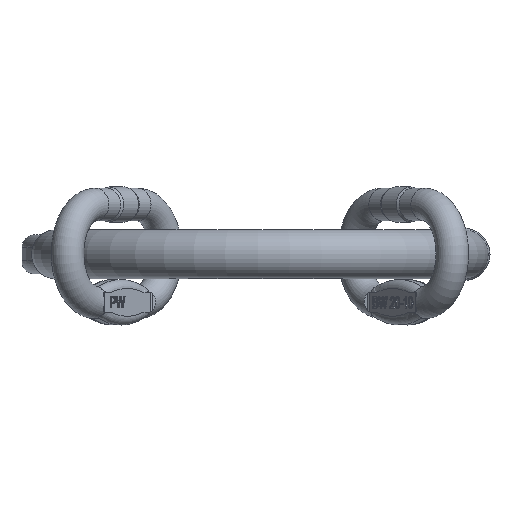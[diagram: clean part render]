
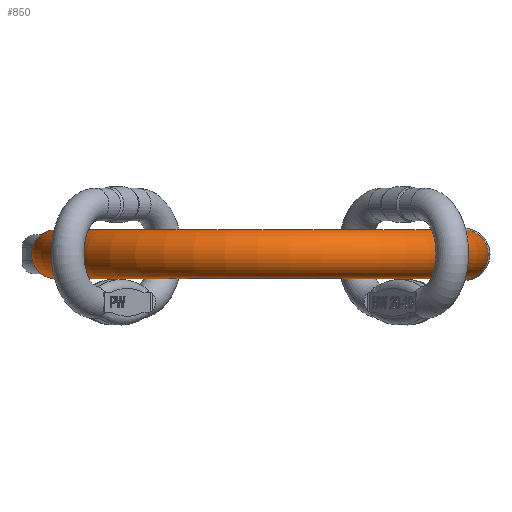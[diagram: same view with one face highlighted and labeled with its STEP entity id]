
A CAD part, front view. The second image highlights one B-rep face of the part: STEP entity #850.
In plain terms, the highlighted toroidal (fillet/blend) face has major radius 125 mm and minor radius 15 mm.
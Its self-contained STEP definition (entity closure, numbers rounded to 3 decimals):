
#373=TOROIDAL_SURFACE('',#6535,125.,15.);
#850=ADVANCED_FACE('',(#1358,#1359),#373,.T.);
#1264=CIRCLE('',#6527,15.);
#1265=CIRCLE('',#6529,15.);
#1358=FACE_BOUND('',#1565,.T.);
#1359=FACE_BOUND('',#1566,.T.);
#1565=EDGE_LOOP('',(#2921));
#1566=EDGE_LOOP('',(#2922));
#2921=ORIENTED_EDGE('',*,*,#4898,.T.);
#2922=ORIENTED_EDGE('',*,*,#4899,.F.);
#4214=VERTEX_POINT('',#10348);
#4215=VERTEX_POINT('',#10351);
#4898=EDGE_CURVE('',#4214,#4214,#1264,.T.);
#4899=EDGE_CURVE('',#4215,#4215,#1265,.T.);
#6527=AXIS2_PLACEMENT_3D('',#10347,#7215,#7216);
#6529=AXIS2_PLACEMENT_3D('',#10350,#7219,#7220);
#6535=AXIS2_PLACEMENT_3D('',#10360,#7231,#7232);
#7215=DIRECTION('',(0.,-1.,0.));
#7216=DIRECTION('',(0.,0.,1.));
#7219=DIRECTION('',(0.,1.,0.));
#7220=DIRECTION('',(0.,0.,1.));
#7231=DIRECTION('',(0.,0.,1.));
#7232=DIRECTION('',(1.,0.,0.));
#10347=CARTESIAN_POINT('',(-125.,-105.,0.));
#10348=CARTESIAN_POINT('',(-125.,-105.,15.));
#10350=CARTESIAN_POINT('',(125.,-105.,0.));
#10351=CARTESIAN_POINT('',(125.,-105.,15.));
#10360=CARTESIAN_POINT('',(0.,-105.,0.));
